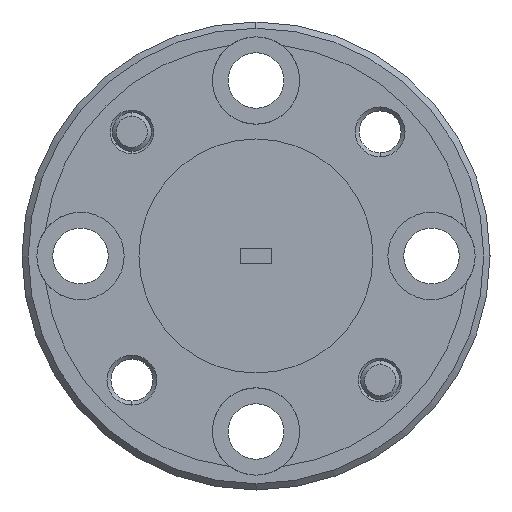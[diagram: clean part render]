
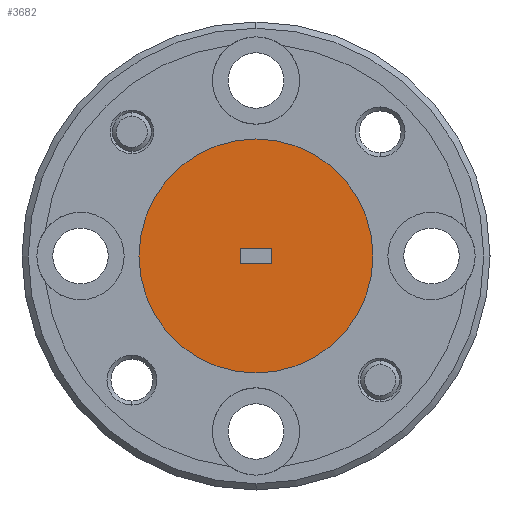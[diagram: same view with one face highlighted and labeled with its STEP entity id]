
A CAD part, left-side view. The second image highlights one B-rep face of the part: STEP entity #3682.
In plain terms, the highlighted planar face has unit normal (-1, 0, 0).
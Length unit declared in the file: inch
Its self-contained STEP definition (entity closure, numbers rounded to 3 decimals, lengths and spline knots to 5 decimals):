
#206 = EDGE_CURVE ( 'NONE', #1921, #1453, #3962, .T. ) ;
#348 = CARTESIAN_POINT ( 'NONE',  ( 2.75, 0., -0.1875 ) ) ;
#364 = AXIS2_PLACEMENT_3D ( 'NONE', #1621, #3791, #544 ) ;
#428 = CARTESIAN_POINT ( 'NONE',  ( 2.75, -0.0255, 0.01275 ) ) ;
#451 = LINE ( 'NONE', #428, #3765 ) ;
#510 = PLANE ( 'NONE',  #1636 ) ;
#533 = CARTESIAN_POINT ( 'NONE',  ( 2.75, 0.1875, 0. ) ) ;
#544 = DIRECTION ( 'NONE',  ( 0., 0., 1. ) ) ;
#628 = ORIENTED_EDGE ( 'NONE', *, *, #3498, .T. ) ;
#868 = CIRCLE ( 'NONE', #3540, 0.1875 ) ;
#1008 = DIRECTION ( 'NONE',  ( 0., -1., 0. ) ) ;
#1144 = DIRECTION ( 'NONE',  ( 0., 0., 1. ) ) ;
#1312 = CARTESIAN_POINT ( 'NONE',  ( 2.75, 0.0255, 0.01275 ) ) ;
#1406 = EDGE_CURVE ( 'NONE', #3673, #3173, #4274, .T. ) ;
#1431 = CIRCLE ( 'NONE', #364, 0.1875 ) ;
#1453 = VERTEX_POINT ( 'NONE', #1312 ) ;
#1609 = DIRECTION ( 'NONE',  ( 0., 0., 1. ) ) ;
#1621 = CARTESIAN_POINT ( 'NONE',  ( 2.75, 0., 0. ) ) ;
#1636 = AXIS2_PLACEMENT_3D ( 'NONE', #533, #4252, #1609 ) ;
#1759 = VERTEX_POINT ( 'NONE', #348 ) ;
#1847 = ORIENTED_EDGE ( 'NONE', *, *, #3941, .F. ) ;
#1892 = ORIENTED_EDGE ( 'NONE', *, *, #206, .F. ) ;
#1921 = VERTEX_POINT ( 'NONE', #4472 ) ;
#1953 = CARTESIAN_POINT ( 'NONE',  ( 2.75, 0.0255, 0.01275 ) ) ;
#2036 = EDGE_LOOP ( 'NONE', ( #2721, #2336, #1847, #1892 ) ) ;
#2238 = CARTESIAN_POINT ( 'NONE',  ( 2.75, 0., 0.1875 ) ) ;
#2242 = DIRECTION ( 'NONE',  ( 0., 1., 0. ) ) ;
#2270 = LINE ( 'NONE', #1953, #3258 ) ;
#2336 = ORIENTED_EDGE ( 'NONE', *, *, #1406, .F. ) ;
#2472 = VECTOR ( 'NONE', #1008, 39.37008 ) ;
#2538 = DIRECTION ( 'NONE',  ( -1., 0., 0. ) ) ;
#2662 = VECTOR ( 'NONE', #2242, 39.37008 ) ;
#2721 = ORIENTED_EDGE ( 'NONE', *, *, #3586, .F. ) ;
#2820 = CARTESIAN_POINT ( 'NONE',  ( 2.75, 0.0255, -0.01275 ) ) ;
#3082 = FACE_OUTER_BOUND ( 'NONE', #3150, .T. ) ;
#3150 = EDGE_LOOP ( 'NONE', ( #628, #3188 ) ) ;
#3173 = VERTEX_POINT ( 'NONE', #3214 ) ;
#3188 = ORIENTED_EDGE ( 'NONE', *, *, #4104, .T. ) ;
#3214 = CARTESIAN_POINT ( 'NONE',  ( 2.75, -0.0255, -0.01275 ) ) ;
#3258 = VECTOR ( 'NONE', #3730, 39.37008 ) ;
#3498 = EDGE_CURVE ( 'NONE', #4400, #1759, #868, .T. ) ;
#3540 = AXIS2_PLACEMENT_3D ( 'NONE', #4025, #2538, #1144 ) ;
#3586 = EDGE_CURVE ( 'NONE', #3173, #1921, #451, .T. ) ;
#3673 = VERTEX_POINT ( 'NONE', #2820 ) ;
#3682 = ADVANCED_FACE ( 'NONE', ( #4493, #3082 ), #510, .F. ) ;
#3730 = DIRECTION ( 'NONE',  ( 0., 0., -1. ) ) ;
#3765 = VECTOR ( 'NONE', #4358, 39.37008 ) ;
#3791 = DIRECTION ( 'NONE',  ( -1., 0., 0. ) ) ;
#3941 = EDGE_CURVE ( 'NONE', #1453, #3673, #2270, .T. ) ;
#3942 = CARTESIAN_POINT ( 'NONE',  ( 2.75, -0.0255, -0.01275 ) ) ;
#3962 = LINE ( 'NONE', #4481, #2662 ) ;
#4025 = CARTESIAN_POINT ( 'NONE',  ( 2.75, 0., 0. ) ) ;
#4104 = EDGE_CURVE ( 'NONE', #1759, #4400, #1431, .T. ) ;
#4252 = DIRECTION ( 'NONE',  ( 1., 0., 0. ) ) ;
#4274 = LINE ( 'NONE', #3942, #2472 ) ;
#4358 = DIRECTION ( 'NONE',  ( 0., 0., 1. ) ) ;
#4400 = VERTEX_POINT ( 'NONE', #2238 ) ;
#4472 = CARTESIAN_POINT ( 'NONE',  ( 2.75, -0.0255, 0.01275 ) ) ;
#4481 = CARTESIAN_POINT ( 'NONE',  ( 2.75, -0.0255, 0.01275 ) ) ;
#4493 = FACE_BOUND ( 'NONE', #2036, .T. ) ;
